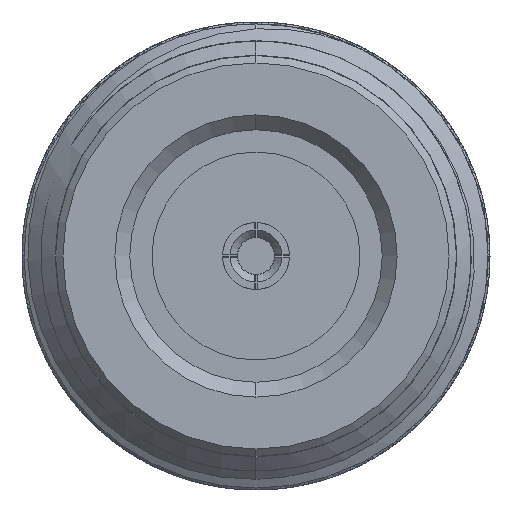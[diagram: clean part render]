
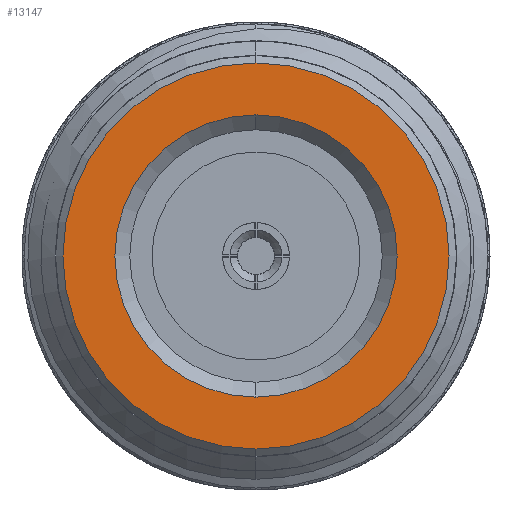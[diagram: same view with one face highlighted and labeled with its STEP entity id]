
A CAD part, left-side view. The second image highlights one B-rep face of the part: STEP entity #13147.
In plain terms, the highlighted planar face has unit normal (-1, 0, 0).
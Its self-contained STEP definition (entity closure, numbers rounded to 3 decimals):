
#481 = CARTESIAN_POINT ( 'NONE',  ( 0., 0., 0. ) ) ;
#1638 = DIRECTION ( 'NONE',  ( 1., 0., 0. ) ) ;
#1997 = CARTESIAN_POINT ( 'NONE',  ( 0., 0., -6.604 ) ) ;
#5400 = EDGE_LOOP ( 'NONE', ( #54087, #11400 ) ) ;
#6297 = CIRCLE ( 'NONE', #69338, 6.604 ) ;
#6299 = DIRECTION ( 'NONE',  ( 1., 0., 0. ) ) ;
#8617 = CIRCLE ( 'NONE', #69229, 4.826 ) ;
#8740 = DIRECTION ( 'NONE',  ( 1., 0., 0. ) ) ;
#11400 = ORIENTED_EDGE ( 'NONE', *, *, #77232, .F. ) ;
#13147 = ADVANCED_FACE ( 'NONE', ( #43757, #50076 ), #62314, .T. ) ;
#14082 = VERTEX_POINT ( 'NONE', #1997 ) ;
#14091 = AXIS2_PLACEMENT_3D ( 'NONE', #25931, #73071, #74625 ) ;
#15766 = AXIS2_PLACEMENT_3D ( 'NONE', #56955, #8740, #21351 ) ;
#16284 = AXIS2_PLACEMENT_3D ( 'NONE', #481, #1638, #49065 ) ;
#18483 = DIRECTION ( 'NONE',  ( 0., 0., -1. ) ) ;
#19310 = DIRECTION ( 'NONE',  ( 1., 0., 0. ) ) ;
#21307 = CARTESIAN_POINT ( 'NONE',  ( 0., 0., 4.826 ) ) ;
#21351 = DIRECTION ( 'NONE',  ( 0., 0., 1. ) ) ;
#25931 = CARTESIAN_POINT ( 'NONE',  ( 0., 0., 0. ) ) ;
#26546 = ORIENTED_EDGE ( 'NONE', *, *, #40899, .T. ) ;
#26912 = VERTEX_POINT ( 'NONE', #21307 ) ;
#29688 = VERTEX_POINT ( 'NONE', #62441 ) ;
#32202 = CIRCLE ( 'NONE', #15766, 4.826 ) ;
#35816 = ORIENTED_EDGE ( 'NONE', *, *, #69517, .T. ) ;
#40899 = EDGE_CURVE ( 'NONE', #26912, #29688, #32202, .T. ) ;
#43757 = FACE_BOUND ( 'NONE', #70240, .T. ) ;
#49065 = DIRECTION ( 'NONE',  ( 0., 0., -1. ) ) ;
#50076 = FACE_OUTER_BOUND ( 'NONE', #5400, .T. ) ;
#54087 = ORIENTED_EDGE ( 'NONE', *, *, #77401, .F. ) ;
#56955 = CARTESIAN_POINT ( 'NONE',  ( 0., 0., 0. ) ) ;
#57212 = CARTESIAN_POINT ( 'NONE',  ( 0., 0., 6.604 ) ) ;
#57929 = CIRCLE ( 'NONE', #16284, 6.604 ) ;
#60411 = CARTESIAN_POINT ( 'NONE',  ( 0., 0., 0. ) ) ;
#61220 = DIRECTION ( 'NONE',  ( 0., 0., 1. ) ) ;
#62314 = PLANE ( 'NONE',  #14091 ) ;
#62441 = CARTESIAN_POINT ( 'NONE',  ( 0., 0., -4.826 ) ) ;
#67828 = VERTEX_POINT ( 'NONE', #57212 ) ;
#67946 = CARTESIAN_POINT ( 'NONE',  ( 0., 0., 0. ) ) ;
#69229 = AXIS2_PLACEMENT_3D ( 'NONE', #67946, #19310, #61220 ) ;
#69338 = AXIS2_PLACEMENT_3D ( 'NONE', #60411, #6299, #18483 ) ;
#69517 = EDGE_CURVE ( 'NONE', #29688, #26912, #8617, .T. ) ;
#70240 = EDGE_LOOP ( 'NONE', ( #26546, #35816 ) ) ;
#73071 = DIRECTION ( 'NONE',  ( -1., 0., 0. ) ) ;
#74625 = DIRECTION ( 'NONE',  ( 0., 0., 1. ) ) ;
#77232 = EDGE_CURVE ( 'NONE', #67828, #14082, #57929, .T. ) ;
#77401 = EDGE_CURVE ( 'NONE', #14082, #67828, #6297, .T. ) ;
